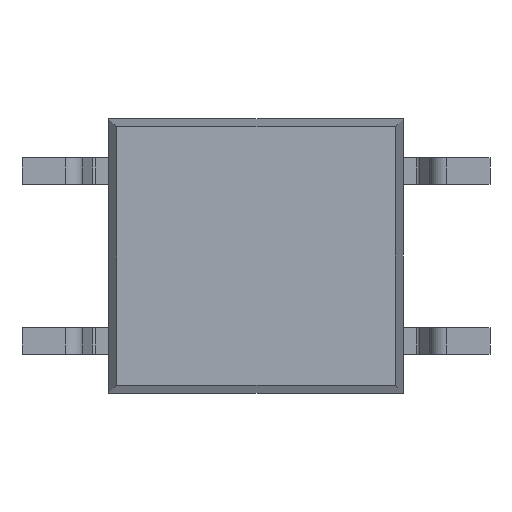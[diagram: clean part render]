
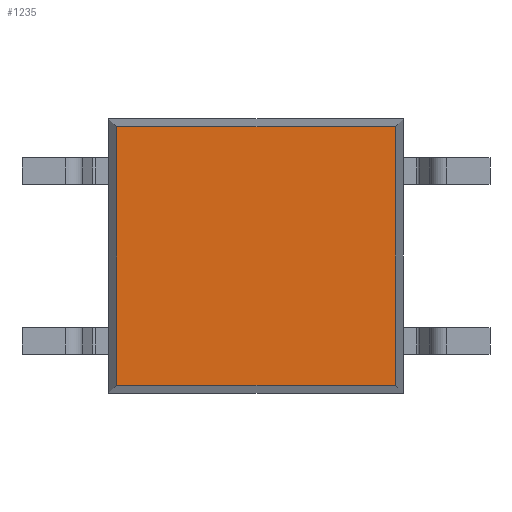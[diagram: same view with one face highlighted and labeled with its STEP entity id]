
A CAD part, front view. The second image highlights one B-rep face of the part: STEP entity #1235.
In plain terms, the highlighted planar face has unit normal (0, -1, 0).
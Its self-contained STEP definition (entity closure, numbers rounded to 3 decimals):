
#31 = DIRECTION ( 'NONE',  ( 0., 0., -1. ) ) ;
#146 = VERTEX_POINT ( 'NONE', #2128 ) ;
#166 = DIRECTION ( 'NONE',  ( 0., 0., -1. ) ) ;
#211 = DIRECTION ( 'NONE',  ( 0., -1., 0. ) ) ;
#233 = ORIENTED_EDGE ( 'NONE', *, *, #1414, .T. ) ;
#278 = LINE ( 'NONE', #2202, #1550 ) ;
#304 = EDGE_CURVE ( 'NONE', #1602, #954, #278, .T. ) ;
#381 = CARTESIAN_POINT ( 'NONE',  ( -2.2, 0.15, -1.934 ) ) ;
#408 = FACE_OUTER_BOUND ( 'NONE', #1942, .T. ) ;
#436 = ORIENTED_EDGE ( 'NONE', *, *, #675, .T. ) ;
#460 = LINE ( 'NONE', #2077, #1707 ) ;
#546 = VECTOR ( 'NONE', #166, 1000. ) ;
#675 = EDGE_CURVE ( 'NONE', #146, #1602, #1991, .T. ) ;
#761 = CARTESIAN_POINT ( 'NONE',  ( 2.084, 0.15, 1.934 ) ) ;
#780 = DIRECTION ( 'NONE',  ( 0., 0., 1. ) ) ;
#786 = VERTEX_POINT ( 'NONE', #1227 ) ;
#859 = ORIENTED_EDGE ( 'NONE', *, *, #1553, .T. ) ;
#912 = LINE ( 'NONE', #1800, #546 ) ;
#954 = VERTEX_POINT ( 'NONE', #761 ) ;
#982 = ORIENTED_EDGE ( 'NONE', *, *, #304, .T. ) ;
#1116 = DIRECTION ( 'NONE',  ( 1., 0., 0. ) ) ;
#1227 = CARTESIAN_POINT ( 'NONE',  ( -2.084, 0.15, 1.934 ) ) ;
#1235 = ADVANCED_FACE ( 'NONE', ( #408 ), #2193, .T. ) ;
#1414 = EDGE_CURVE ( 'NONE', #954, #786, #460, .T. ) ;
#1550 = VECTOR ( 'NONE', #780, 1000. ) ;
#1553 = EDGE_CURVE ( 'NONE', #786, #146, #912, .T. ) ;
#1602 = VERTEX_POINT ( 'NONE', #2161 ) ;
#1707 = VECTOR ( 'NONE', #2090, 1000. ) ;
#1800 = CARTESIAN_POINT ( 'NONE',  ( -2.084, 0.15, 2.05 ) ) ;
#1815 = CARTESIAN_POINT ( 'NONE',  ( 0., 0.15, 0. ) ) ;
#1848 = VECTOR ( 'NONE', #1116, 1000. ) ;
#1942 = EDGE_LOOP ( 'NONE', ( #436, #982, #233, #859 ) ) ;
#1991 = LINE ( 'NONE', #381, #1848 ) ;
#2044 = AXIS2_PLACEMENT_3D ( 'NONE', #1815, #211, #31 ) ;
#2077 = CARTESIAN_POINT ( 'NONE',  ( 2.2, 0.15, 1.934 ) ) ;
#2090 = DIRECTION ( 'NONE',  ( -1., 0., 0. ) ) ;
#2128 = CARTESIAN_POINT ( 'NONE',  ( -2.084, 0.15, -1.934 ) ) ;
#2161 = CARTESIAN_POINT ( 'NONE',  ( 2.084, 0.15, -1.934 ) ) ;
#2193 = PLANE ( 'NONE',  #2044 ) ;
#2202 = CARTESIAN_POINT ( 'NONE',  ( 2.084, 0.15, -2.05 ) ) ;
